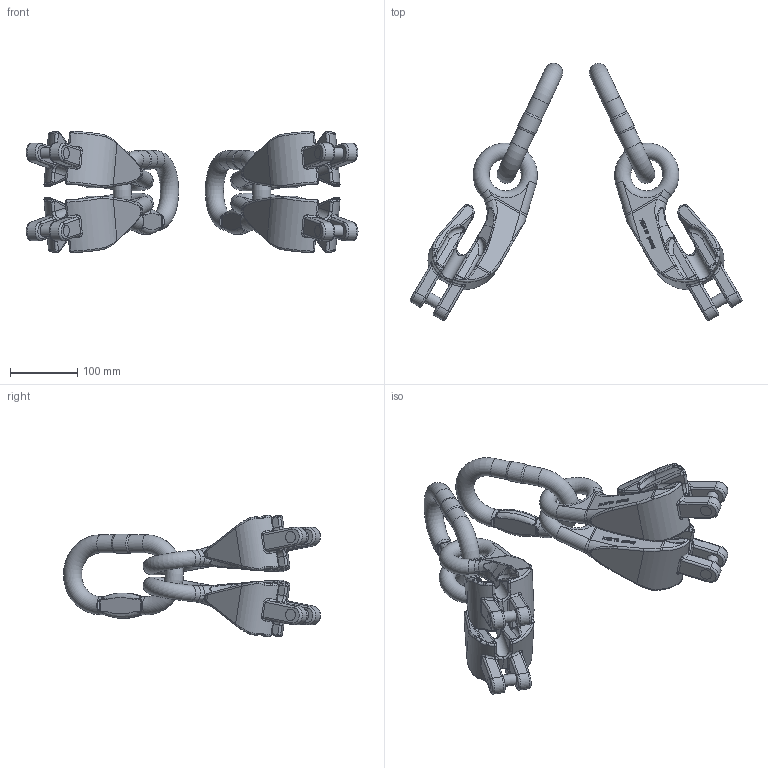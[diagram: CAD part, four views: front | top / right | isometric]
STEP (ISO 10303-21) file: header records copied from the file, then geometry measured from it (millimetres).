
FILE_DESCRIPTION(/* description */ (''),/* implementation_level */ '2;1');
FILE_NAME(/* name */ 'pewag_LXKW_4-16',/* time_stamp */ '2010-03-04T10:26:19+01:00',/* author */ (''),/* organization */ (''),/* preprocessor_version */ 'ST-DEVELOPER v9',/* originating_system */ 'UGS - NX 4.0',/* authorisation */ '');
FILE_SCHEMA (('AUTOMOTIVE_DESIGN { 1 0 10303 214 1 1 1 1 }'));
Length unit declared in the file: millimetre
Products named in the file (1): ritEE32qznq
Bounding box: 493.7 x 382.36 x 180.9 mm (x, y, z)
Volume: 3172966.1 mm3; surface area: 396385.8 mm2
Topology: 10 solids, 10 shells, 1974 faces, 4890 edges, 2896 vertices
Faces by surface type: plane 528, bspline 468, extrusion 384, cylinder 370, torus 116, sphere 88, cone 20
Full cylindrical faces by diameter (mm): 17 x12, 27 x4, 29.025 x2
Entity records: 71356 total; most frequent: CARTESIAN_POINT 29385, ORIENTED_EDGE 9504, DIRECTION 7306, EDGE_CURVE 4752, VERTEX_POINT 2880, AXIS2_PLACEMENT_3D 2655, EDGE_LOOP 2076, VECTOR 1996
